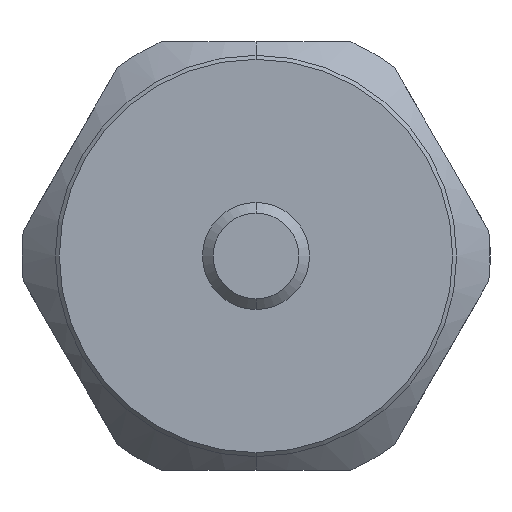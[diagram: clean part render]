
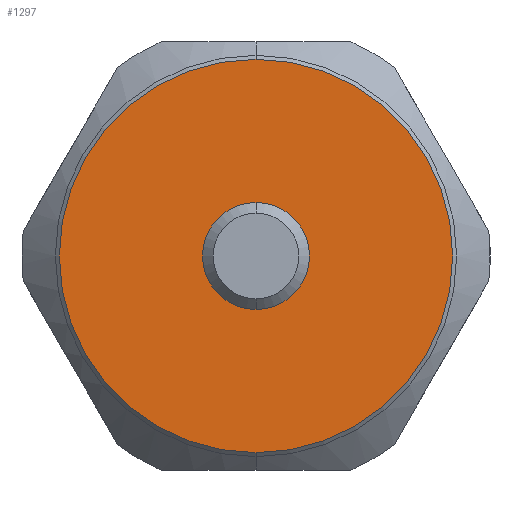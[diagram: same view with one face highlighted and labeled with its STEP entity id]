
A CAD part, left-side view. The second image highlights one B-rep face of the part: STEP entity #1297.
In plain terms, the highlighted planar face has unit normal (-1, 0, 0).
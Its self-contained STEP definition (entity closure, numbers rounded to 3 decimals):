
#549=CARTESIAN_POINT('',(0.,0.,0.));
#550=DIRECTION('',(-1.,0.,0.));
#551=DIRECTION('',(0.,0.,-1.));
#552=AXIS2_PLACEMENT_3D('',#549,#550,#551);
#557=CARTESIAN_POINT('',(0.,0.,0.));
#558=DIRECTION('',(-1.,0.,0.));
#559=DIRECTION('',(0.,0.,1.));
#560=AXIS2_PLACEMENT_3D('',#557,#558,#559);
#565=CARTESIAN_POINT('',(0.,0.,0.));
#566=DIRECTION('',(1.,0.,0.));
#567=DIRECTION('',(0.,1.,0.));
#568=AXIS2_PLACEMENT_3D('',#565,#566,#567);
#573=CARTESIAN_POINT('',(0.,0.,0.));
#574=DIRECTION('',(1.,0.,0.));
#575=DIRECTION('',(0.,-1.,0.));
#576=AXIS2_PLACEMENT_3D('',#573,#574,#575);
#931=CARTESIAN_POINT('',(0.,3.6,0.));
#932=CARTESIAN_POINT('',(0.,-3.6,0.));
#933=VERTEX_POINT('',#931);
#934=VERTEX_POINT('',#932);
#951=CARTESIAN_POINT('',(0.,0.,14.7));
#953=VERTEX_POINT('',#951);
#955=CARTESIAN_POINT('',(0.,0.,-14.7));
#957=VERTEX_POINT('',#955);
#1282=CARTESIAN_POINT('',(0.,4.,0.));
#1283=DIRECTION('',(1.,0.,0.));
#1284=DIRECTION('',(0.,0.,-1.));
#1285=AXIS2_PLACEMENT_3D('',#1282,#1283,#1284);
#1286=PLANE('',#1285);
#1287=ORIENTED_EDGE('',*,*,#1262,.F.);
#1288=ORIENTED_EDGE('',*,*,#1276,.F.);
#1289=EDGE_LOOP('',(#1287,#1288));
#1290=FACE_OUTER_BOUND('',#1289,.F.);
#1292=ORIENTED_EDGE('',*,*,#1291,.F.);
#1294=ORIENTED_EDGE('',*,*,#1293,.F.);
#1295=EDGE_LOOP('',(#1292,#1294));
#1296=FACE_BOUND('',#1295,.F.);
#1297=ADVANCED_FACE('',(#1290,#1296),#1286,.F.);
#553=CIRCLE('',#552,14.7);
#561=CIRCLE('',#560,14.7);
#569=CIRCLE('',#568,3.6);
#577=CIRCLE('',#576,3.6);
#1262=EDGE_CURVE('',#957,#953,#553,.T.);
#1276=EDGE_CURVE('',#953,#957,#561,.T.);
#1291=EDGE_CURVE('',#933,#934,#569,.T.);
#1293=EDGE_CURVE('',#934,#933,#577,.T.);
